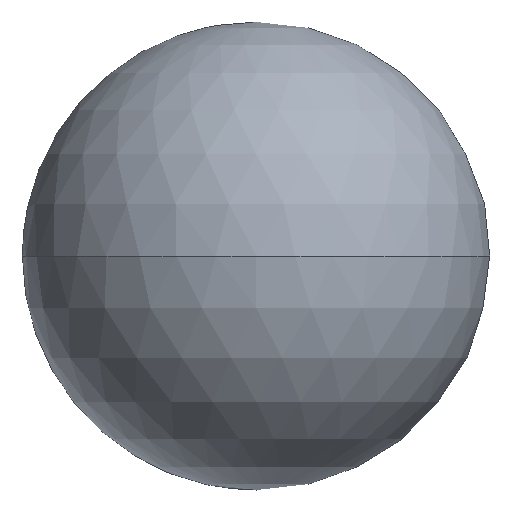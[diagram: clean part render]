
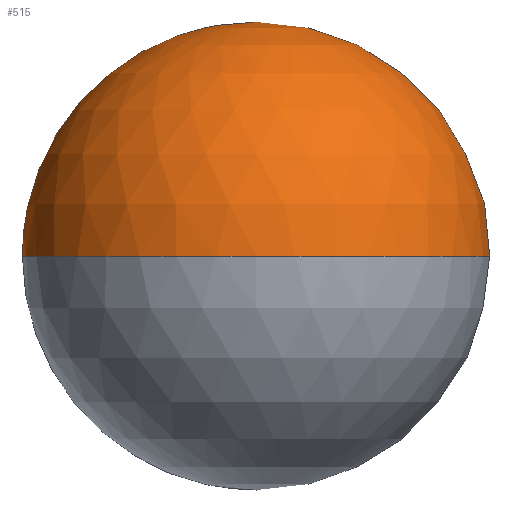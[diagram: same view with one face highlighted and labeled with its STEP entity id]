
A CAD part, left-side view. The second image highlights one B-rep face of the part: STEP entity #515.
In plain terms, the highlighted spherical face has radius 25 mm.
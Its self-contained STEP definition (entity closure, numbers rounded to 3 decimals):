
#46 = VERTEX_POINT ( 'NONE', #404 ) ;
#48 = AXIS2_PLACEMENT_3D ( 'NONE', #147, #421, #476 ) ;
#65 = DIRECTION ( 'NONE',  ( 0., 0., -1. ) ) ;
#83 = CARTESIAN_POINT ( 'NONE',  ( 0., 0., 0. ) ) ;
#111 = AXIS2_PLACEMENT_3D ( 'NONE', #165, #65, #220 ) ;
#139 = VERTEX_POINT ( 'NONE', #83 ) ;
#147 = CARTESIAN_POINT ( 'NONE',  ( 47., 0., 0. ) ) ;
#154 = EDGE_CURVE ( 'NONE', #46, #500, #416, .T. ) ;
#165 = CARTESIAN_POINT ( 'NONE',  ( 25., 0., 0. ) ) ;
#179 = AXIS2_PLACEMENT_3D ( 'NONE', #422, #426, #198 ) ;
#190 = DIRECTION ( 'NONE',  ( 0., 0., -1. ) ) ;
#198 = DIRECTION ( 'NONE',  ( 1., 0., 0. ) ) ;
#205 = ORIENTED_EDGE ( 'NONE', *, *, #615, .F. ) ;
#220 = DIRECTION ( 'NONE',  ( 0., 1., 0. ) ) ;
#291 = CIRCLE ( 'NONE', #179, 25. ) ;
#332 = CARTESIAN_POINT ( 'NONE',  ( 47., 11.874, 0. ) ) ;
#336 = FACE_OUTER_BOUND ( 'NONE', #631, .T. ) ;
#341 = EDGE_CURVE ( 'NONE', #500, #139, #291, .T. ) ;
#404 = CARTESIAN_POINT ( 'NONE',  ( 47., -11.874, 0. ) ) ;
#416 = CIRCLE ( 'NONE', #48, 11.874 ) ;
#421 = DIRECTION ( 'NONE',  ( -1., 0., 0. ) ) ;
#422 = CARTESIAN_POINT ( 'NONE',  ( 25., 0., 0. ) ) ;
#426 = DIRECTION ( 'NONE',  ( 0., 0., 1. ) ) ;
#476 = DIRECTION ( 'NONE',  ( 0., 0., 1. ) ) ;
#480 = DIRECTION ( 'NONE',  ( 0., 1., 0. ) ) ;
#500 = VERTEX_POINT ( 'NONE', #332 ) ;
#515 = ADVANCED_FACE ( 'NONE', ( #336 ), #692, .T. ) ;
#563 = AXIS2_PLACEMENT_3D ( 'NONE', #690, #190, #480 ) ;
#569 = CIRCLE ( 'NONE', #563, 25. ) ;
#615 = EDGE_CURVE ( 'NONE', #46, #139, #569, .T. ) ;
#631 = EDGE_LOOP ( 'NONE', ( #205, #723, #660 ) ) ;
#660 = ORIENTED_EDGE ( 'NONE', *, *, #341, .T. ) ;
#690 = CARTESIAN_POINT ( 'NONE',  ( 25., 0., 0. ) ) ;
#692 = SPHERICAL_SURFACE ( 'NONE', #111, 25. ) ;
#723 = ORIENTED_EDGE ( 'NONE', *, *, #154, .T. ) ;
